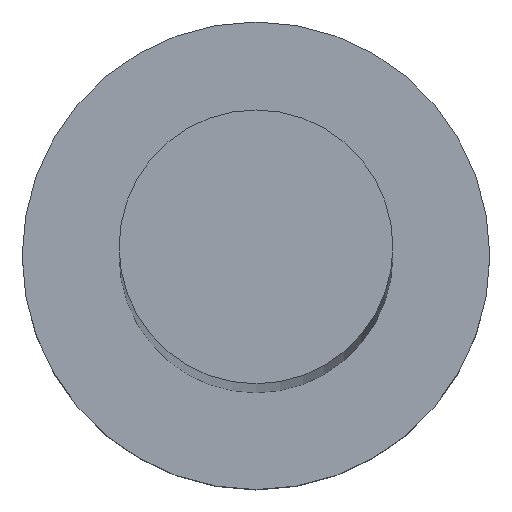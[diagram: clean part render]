
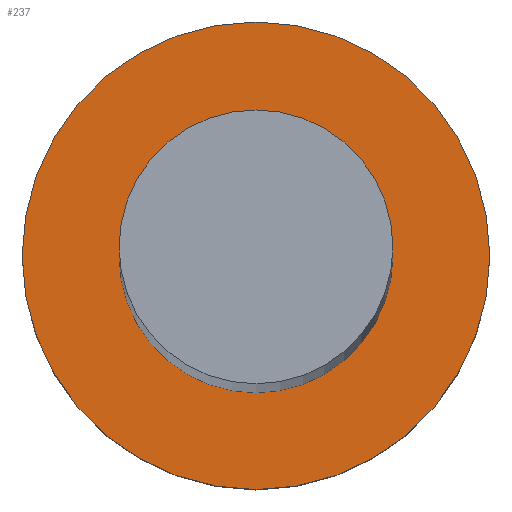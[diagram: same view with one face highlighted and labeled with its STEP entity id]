
A CAD part, top view. The second image highlights one B-rep face of the part: STEP entity #237.
In plain terms, the highlighted planar face has unit normal (0, 0, 1).
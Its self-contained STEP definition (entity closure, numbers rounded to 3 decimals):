
#6 = CARTESIAN_POINT ( 'NONE',  ( 4.1, 0., 6.5 ) ) ;
#7 = VERTEX_POINT ( 'NONE', #6 ) ;
#12 = CIRCLE ( 'NONE', #132, 7. ) ;
#13 = CARTESIAN_POINT ( 'NONE',  ( 0., 0., 6.5 ) ) ;
#16 = CARTESIAN_POINT ( 'NONE',  ( 0., 0., 6.5 ) ) ;
#20 = AXIS2_PLACEMENT_3D ( 'NONE', #156, #153, #96 ) ;
#22 = VERTEX_POINT ( 'NONE', #142 ) ;
#30 = EDGE_CURVE ( 'NONE', #22, #206, #212, .T. ) ;
#35 = DIRECTION ( 'NONE',  ( 1., 0., 0. ) ) ;
#36 = DIRECTION ( 'NONE',  ( 1., 0., 0. ) ) ;
#40 = DIRECTION ( 'NONE',  ( 0., 0., 1. ) ) ;
#53 = DIRECTION ( 'NONE',  ( 0., 0., 1. ) ) ;
#54 = CARTESIAN_POINT ( 'NONE',  ( 0., 0., 6.5 ) ) ;
#77 = EDGE_LOOP ( 'NONE', ( #144, #198 ) ) ;
#89 = DIRECTION ( 'NONE',  ( 0., 0., 1. ) ) ;
#96 = DIRECTION ( 'NONE',  ( 1., 0., 0. ) ) ;
#101 = EDGE_LOOP ( 'NONE', ( #118, #122 ) ) ;
#110 = EDGE_CURVE ( 'NONE', #206, #22, #12, .T. ) ;
#111 = DIRECTION ( 'NONE',  ( 0., 0., 1. ) ) ;
#112 = AXIS2_PLACEMENT_3D ( 'NONE', #16, #89, #35 ) ;
#117 = CIRCLE ( 'NONE', #184, 4.1 ) ;
#118 = ORIENTED_EDGE ( 'NONE', *, *, #186, .F. ) ;
#122 = ORIENTED_EDGE ( 'NONE', *, *, #167, .F. ) ;
#124 = VERTEX_POINT ( 'NONE', #173 ) ;
#132 = AXIS2_PLACEMENT_3D ( 'NONE', #13, #111, #36 ) ;
#138 = CARTESIAN_POINT ( 'NONE',  ( 7., 0., 6.5 ) ) ;
#142 = CARTESIAN_POINT ( 'NONE',  ( -7., 0., 6.5 ) ) ;
#144 = ORIENTED_EDGE ( 'NONE', *, *, #30, .T. ) ;
#153 = DIRECTION ( 'NONE',  ( 0., 0., 1. ) ) ;
#156 = CARTESIAN_POINT ( 'NONE',  ( 0., 0., 6.5 ) ) ;
#167 = EDGE_CURVE ( 'NONE', #7, #124, #232, .T. ) ;
#173 = CARTESIAN_POINT ( 'NONE',  ( -4.1, 0., 6.5 ) ) ;
#175 = PLANE ( 'NONE',  #112 ) ;
#184 = AXIS2_PLACEMENT_3D ( 'NONE', #54, #53, #214 ) ;
#186 = EDGE_CURVE ( 'NONE', #124, #7, #117, .T. ) ;
#193 = FACE_OUTER_BOUND ( 'NONE', #77, .T. ) ;
#198 = ORIENTED_EDGE ( 'NONE', *, *, #110, .T. ) ;
#200 = DIRECTION ( 'NONE',  ( 1., 0., 0. ) ) ;
#206 = VERTEX_POINT ( 'NONE', #138 ) ;
#212 = CIRCLE ( 'NONE', #235, 7. ) ;
#214 = DIRECTION ( 'NONE',  ( 1., 0., 0. ) ) ;
#224 = CARTESIAN_POINT ( 'NONE',  ( 0., 0., 6.5 ) ) ;
#231 = FACE_BOUND ( 'NONE', #101, .T. ) ;
#232 = CIRCLE ( 'NONE', #20, 4.1 ) ;
#235 = AXIS2_PLACEMENT_3D ( 'NONE', #224, #40, #200 ) ;
#237 = ADVANCED_FACE ( 'NONE', ( #231, #193 ), #175, .T. ) ;
